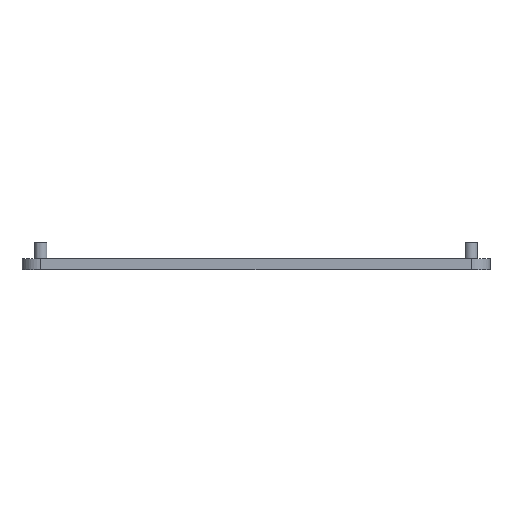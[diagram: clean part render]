
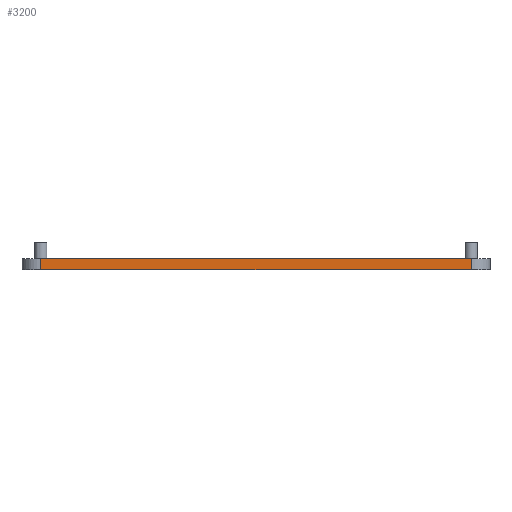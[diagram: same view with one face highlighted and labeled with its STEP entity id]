
A CAD part, front view. The second image highlights one B-rep face of the part: STEP entity #3200.
In plain terms, the highlighted planar face has unit normal (0, -1, 0).
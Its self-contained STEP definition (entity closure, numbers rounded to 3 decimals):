
#123 = VERTEX_POINT('',#124);
#124 = CARTESIAN_POINT('',(105.775,-138.13,0.));
#131 = EDGE_CURVE('',#132,#123,#134,.T.);
#132 = VERTEX_POINT('',#133);
#133 = CARTESIAN_POINT('',(-9.725,-138.13,0.));
#134 = LINE('',#135,#136);
#135 = CARTESIAN_POINT('',(-14.725,-138.13,0.));
#136 = VECTOR('',#137,1.);
#137 = DIRECTION('',(1.,0.,0.));
#1624 = EDGE_CURVE('',#132,#1625,#1627,.T.);
#1625 = VERTEX_POINT('',#1626);
#1626 = CARTESIAN_POINT('',(-9.725,-138.13,3.));
#1627 = LINE('',#1628,#1629);
#1628 = CARTESIAN_POINT('',(-9.725,-138.13,0.));
#1629 = VECTOR('',#1630,1.);
#1630 = DIRECTION('',(0.,0.,1.));
#1650 = EDGE_CURVE('',#1625,#1651,#1653,.T.);
#1651 = VERTEX_POINT('',#1652);
#1652 = CARTESIAN_POINT('',(105.775,-138.13,3.));
#1653 = LINE('',#1654,#1655);
#1654 = CARTESIAN_POINT('',(-14.725,-138.13,3.));
#1655 = VECTOR('',#1656,1.);
#1656 = DIRECTION('',(1.,0.,0.));
#3200 = ADVANCED_FACE('',(#3201),#3212,.F.);
#3201 = FACE_BOUND('',#3202,.F.);
#3202 = EDGE_LOOP('',(#3203,#3204,#3205,#3206));
#3203 = ORIENTED_EDGE('',*,*,#131,.F.);
#3204 = ORIENTED_EDGE('',*,*,#1624,.T.);
#3205 = ORIENTED_EDGE('',*,*,#1650,.T.);
#3206 = ORIENTED_EDGE('',*,*,#3207,.F.);
#3207 = EDGE_CURVE('',#123,#1651,#3208,.T.);
#3208 = LINE('',#3209,#3210);
#3209 = CARTESIAN_POINT('',(105.775,-138.13,0.));
#3210 = VECTOR('',#3211,1.);
#3211 = DIRECTION('',(0.,0.,1.));
#3212 = PLANE('',#3213);
#3213 = AXIS2_PLACEMENT_3D('',#3214,#3215,#3216);
#3214 = CARTESIAN_POINT('',(-14.725,-138.13,0.));
#3215 = DIRECTION('',(0.,1.,0.));
#3216 = DIRECTION('',(1.,0.,0.));
